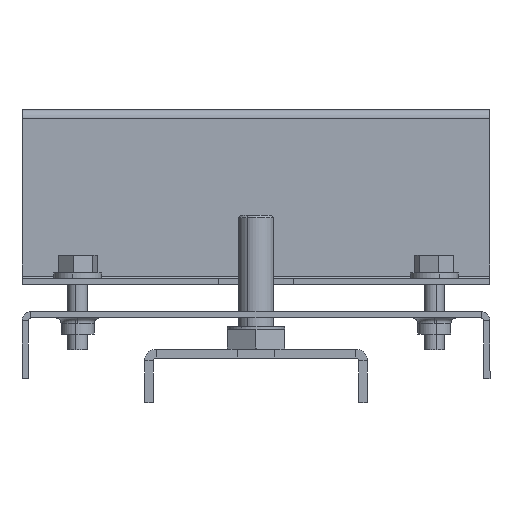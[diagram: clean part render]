
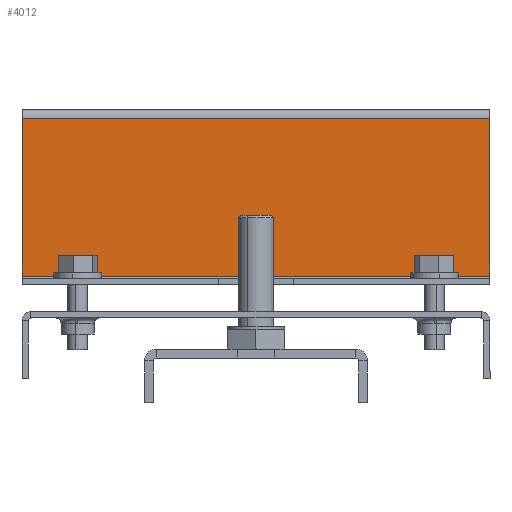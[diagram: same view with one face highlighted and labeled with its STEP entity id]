
A CAD part, left-side view. The second image highlights one B-rep face of the part: STEP entity #4012.
In plain terms, the highlighted planar face has unit normal (-1, 0, 0).
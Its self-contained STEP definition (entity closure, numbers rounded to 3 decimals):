
#98 = CARTESIAN_POINT ( 'NONE',  ( -128.4, 0., 0. ) ) ;
#597 = EDGE_CURVE ( 'NONE', #1543, #3016, #2356, .T. ) ;
#746 = ORIENTED_EDGE ( 'NONE', *, *, #3585, .T. ) ;
#872 = DIRECTION ( 'NONE',  ( 1., 0., 0. ) ) ;
#1543 = VERTEX_POINT ( 'NONE', #3167 ) ;
#1762 = FACE_OUTER_BOUND ( 'NONE', #3227, .T. ) ;
#1835 = DIRECTION ( 'NONE',  ( 0., 0., 1. ) ) ;
#1856 = VERTEX_POINT ( 'NONE', #5887 ) ;
#1974 = CARTESIAN_POINT ( 'NONE',  ( -128.4, -52.5, 0.6 ) ) ;
#2356 = LINE ( 'NONE', #4756, #3204 ) ;
#2414 = CARTESIAN_POINT ( 'NONE',  ( -128.4, -52.5, 36. ) ) ;
#2443 = ORIENTED_EDGE ( 'NONE', *, *, #5486, .F. ) ;
#2464 = VERTEX_POINT ( 'NONE', #1974 ) ;
#2542 = PLANE ( 'NONE',  #5888 ) ;
#2637 = LINE ( 'NONE', #6021, #5915 ) ;
#2756 = LINE ( 'NONE', #4201, #5005 ) ;
#2826 = DIRECTION ( 'NONE',  ( 0., 0., -1. ) ) ;
#3016 = VERTEX_POINT ( 'NONE', #2414 ) ;
#3077 = VECTOR ( 'NONE', #6054, 1000. ) ;
#3167 = CARTESIAN_POINT ( 'NONE',  ( -128.4, 52.5, 36. ) ) ;
#3178 = DIRECTION ( 'NONE',  ( 0., -1., 0. ) ) ;
#3204 = VECTOR ( 'NONE', #3178, 1000. ) ;
#3227 = EDGE_LOOP ( 'NONE', ( #4207, #746, #2443, #6126 ) ) ;
#3585 = EDGE_CURVE ( 'NONE', #1543, #1856, #2637, .T. ) ;
#3894 = LINE ( 'NONE', #4312, #3077 ) ;
#4012 = ADVANCED_FACE ( 'NONE', ( #1762 ), #2542, .F. ) ;
#4201 = CARTESIAN_POINT ( 'NONE',  ( -128.4, -52.5, 36.6 ) ) ;
#4207 = ORIENTED_EDGE ( 'NONE', *, *, #597, .F. ) ;
#4282 = DIRECTION ( 'NONE',  ( 0., 0., -1. ) ) ;
#4312 = CARTESIAN_POINT ( 'NONE',  ( -128.4, 0., 0.6 ) ) ;
#4649 = EDGE_CURVE ( 'NONE', #2464, #3016, #2756, .T. ) ;
#4756 = CARTESIAN_POINT ( 'NONE',  ( -128.4, 52.5, 36. ) ) ;
#5005 = VECTOR ( 'NONE', #1835, 1000. ) ;
#5486 = EDGE_CURVE ( 'NONE', #2464, #1856, #3894, .T. ) ;
#5887 = CARTESIAN_POINT ( 'NONE',  ( -128.4, 52.5, 0.6 ) ) ;
#5888 = AXIS2_PLACEMENT_3D ( 'NONE', #98, #872, #4282 ) ;
#5915 = VECTOR ( 'NONE', #2826, 1000. ) ;
#6021 = CARTESIAN_POINT ( 'NONE',  ( -128.4, 52.5, 0. ) ) ;
#6054 = DIRECTION ( 'NONE',  ( 0., 1., 0. ) ) ;
#6126 = ORIENTED_EDGE ( 'NONE', *, *, #4649, .T. ) ;
